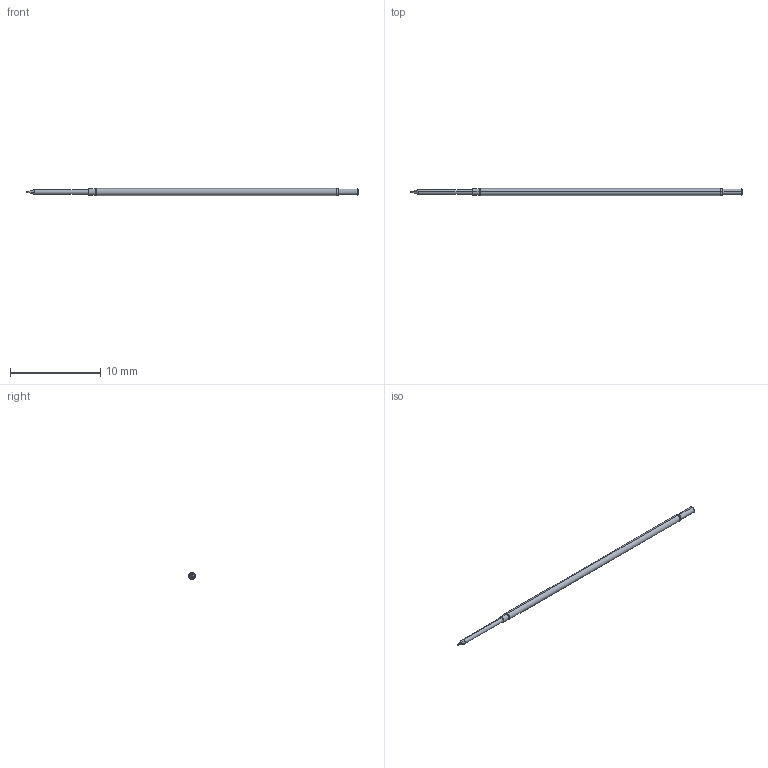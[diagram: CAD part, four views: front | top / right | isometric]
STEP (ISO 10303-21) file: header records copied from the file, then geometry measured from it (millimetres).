
FILE_DESCRIPTION (( 'STEP AP214' ), '1' );
FILE_NAME ('X39-PRP259R_-S.STEP', '2016-06-09T14:26:20', ( 'spare' ), ( '' ), 'SwSTEP 2.0', 'SolidWorks 2016', '' );
FILE_SCHEMA (( 'AUTOMOTIVE_DESIGN' ));
Length unit declared in the file: inch
Products named in the file (1): X39-PRP259R_-S
Bounding box: 36.83 x 0.78 x 0.78 mm (x, y, z)
Volume: 15.4 mm3; surface area: 83.9 mm2
Topology: 1 solids, 1 shells, 41 faces, 92 edges, 54 vertices
Faces by surface type: plane 19, torus 10, cylinder 8, cone 4
Entity records: 1697 total; most frequent: CARTESIAN_POINT 230, DIRECTION 196, ORIENTED_EDGE 184, EDGE_CURVE 92, AXIS2_PLACEMENT_3D 76, VERTEX_POINT 54, VECTOR 44, UNCERTAINTY_MEASURE_WITH_UNIT 44
